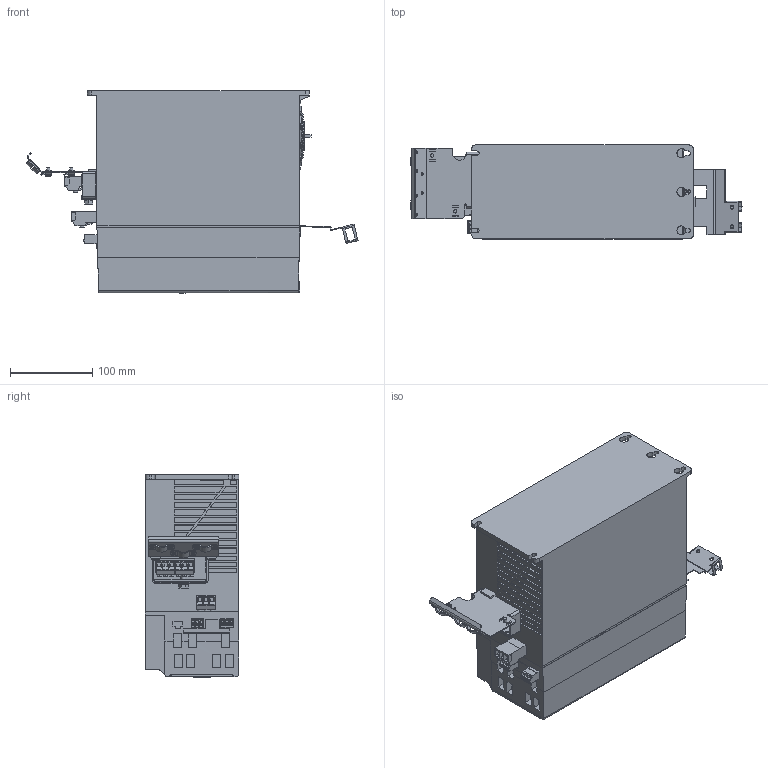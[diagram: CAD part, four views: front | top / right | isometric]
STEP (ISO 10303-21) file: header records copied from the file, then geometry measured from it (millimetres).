
FILE_DESCRIPTION((''),'2;1');
FILE_NAME('MCAD_FA03B_IP20','2022-01-17T11:04:58',('U333300'),('Danfoss Drives A/S'),'CREO PARAMETRIC BY PTC INC, 2019344','CREO PARAMETRIC BY PTC INC, 2019344','');
FILE_SCHEMA(('CONFIG_CONTROL_DESIGN','GEOMETRIC_VALIDATION_PROPERTIES_MIM'));
Products named in the file (1): MCAD_FA03B_IP20
Bounding box: 404.01 x 114.03 x 247 mm (x, y, z)
Volume: 6909712.5 mm3; surface area: 312347.3 mm2
Topology: 1 solids, 2 shells, 1959 faces, 5725 edges, 3873 vertices
Faces by surface type: plane 1337, cylinder 399, extrusion 122, cone 51, sphere 33, bspline 13, torus 4
Entity records: 81553 total; most frequent: CARTESIAN_POINT 15606, ORIENTED_EDGE 11446, DIRECTION 9690, EDGE_CURVE 5723, VECTOR 4044, LINE 3922, VERTEX_POINT 3873, AXIS2_PLACEMENT_3D 2823
